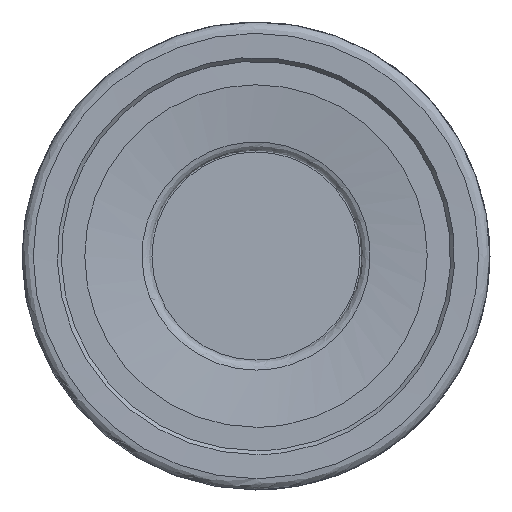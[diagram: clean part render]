
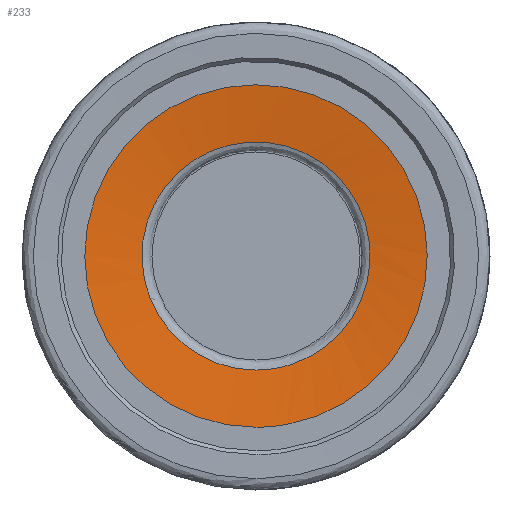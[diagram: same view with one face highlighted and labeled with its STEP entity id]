
A CAD part, left-side view. The second image highlights one B-rep face of the part: STEP entity #233.
In plain terms, the highlighted face is a revolution surface.
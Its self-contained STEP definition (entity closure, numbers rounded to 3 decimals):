
#45=SURFACE_OF_REVOLUTION('',#75,#63);
#63=AXIS1_PLACEMENT('',#772,#653);
#75=LINE('',#771,#87);
#87=VECTOR('',#652,4.169);
#233=ADVANCED_FACE('',(#289,#290),#45,.T.);
#289=FACE_BOUND('',#347,.T.);
#290=FACE_BOUND('',#348,.T.);
#347=EDGE_LOOP('',(#405));
#348=EDGE_LOOP('',(#406));
#405=ORIENTED_EDGE('',*,*,#467,.F.);
#406=ORIENTED_EDGE('',*,*,#466,.T.);
#437=VERTEX_POINT('',#766);
#438=VERTEX_POINT('',#770);
#466=EDGE_CURVE('',#437,#437,#495,.T.);
#467=EDGE_CURVE('',#438,#438,#496,.T.);
#495=CIRCLE('',#538,7.8);
#496=CIRCLE('',#540,11.709);
#538=AXIS2_PLACEMENT_3D('',#765,#645,#646);
#540=AXIS2_PLACEMENT_3D('',#769,#650,#651);
#645=DIRECTION('',(1.,0.,0.));
#646=DIRECTION('',(0.,0.,-1.));
#650=DIRECTION('',(1.,0.,0.));
#651=DIRECTION('',(0.,0.,-1.));
#652=DIRECTION('',(-0.113,-0.974,-0.195));
#653=DIRECTION('',(1.,0.,0.));
#765=CARTESIAN_POINT('',(0.836,0.,0.));
#766=CARTESIAN_POINT('',(0.836,0.,-7.8));
#769=CARTESIAN_POINT('',(0.363,0.,0.));
#770=CARTESIAN_POINT('',(0.363,0.,-11.709));
#771=CARTESIAN_POINT('',(0.836,-7.614,1.693));
#772=CARTESIAN_POINT('',(0.,0.,0.));
